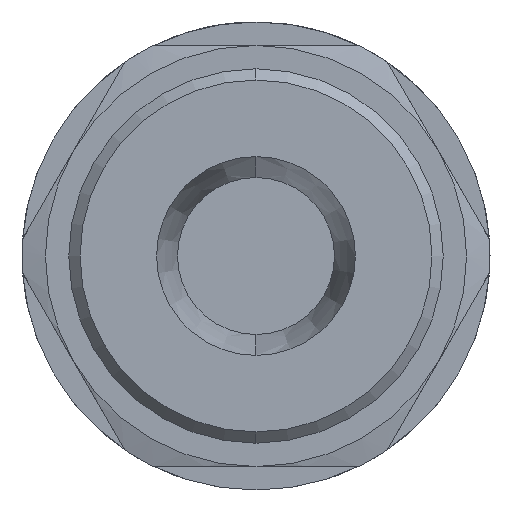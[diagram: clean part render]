
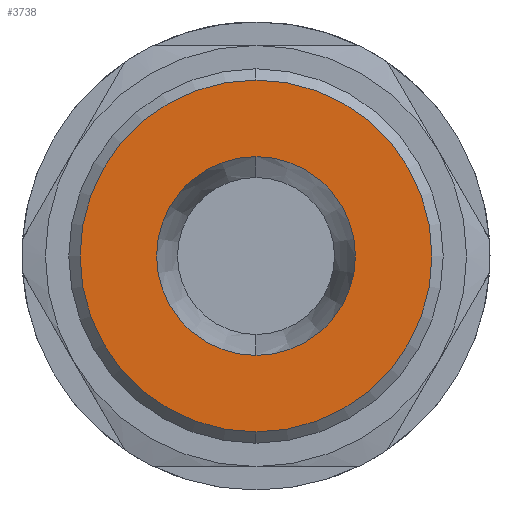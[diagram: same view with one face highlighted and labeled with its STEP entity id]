
A CAD part, left-side view. The second image highlights one B-rep face of the part: STEP entity #3738.
In plain terms, the highlighted planar face has unit normal (-1, 0, 0).
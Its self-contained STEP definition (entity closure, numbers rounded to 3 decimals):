
#678 = VERTEX_POINT ( 'NONE', #8660 ) ;
#792 = AXIS2_PLACEMENT_3D ( 'NONE', #8146, #4005, #1555 ) ;
#1215 = DIRECTION ( 'NONE',  ( 1., 0., 0. ) ) ;
#1360 = DIRECTION ( 'NONE',  ( 1., 0., 0. ) ) ;
#1555 = DIRECTION ( 'NONE',  ( 0., 0., 1. ) ) ;
#1562 = FACE_BOUND ( 'NONE', #2257, .T. ) ;
#1664 = ORIENTED_EDGE ( 'NONE', *, *, #4986, .T. ) ;
#1700 = DIRECTION ( 'NONE',  ( 1., 0., 0. ) ) ;
#2063 = AXIS2_PLACEMENT_3D ( 'NONE', #9574, #5549, #2984 ) ;
#2257 = EDGE_LOOP ( 'NONE', ( #9365, #1664 ) ) ;
#2313 = PLANE ( 'NONE',  #792 ) ;
#2444 = DIRECTION ( 'NONE',  ( 0., 0., -1. ) ) ;
#2586 = AXIS2_PLACEMENT_3D ( 'NONE', #7731, #1215, #5264 ) ;
#2984 = DIRECTION ( 'NONE',  ( 0., 0., -1. ) ) ;
#3027 = CARTESIAN_POINT ( 'NONE',  ( 577.899, 1356.263, -13.487 ) ) ;
#3097 = AXIS2_PLACEMENT_3D ( 'NONE', #7938, #1360, #8902 ) ;
#3099 = ORIENTED_EDGE ( 'NONE', *, *, #7833, .F. ) ;
#3738 = ADVANCED_FACE ( 'NONE', ( #1562, #8560 ), #2313, .T. ) ;
#3976 = VERTEX_POINT ( 'NONE', #9256 ) ;
#4005 = DIRECTION ( 'NONE',  ( -1., 0., 0. ) ) ;
#4297 = CIRCLE ( 'NONE', #2063, 23.876 ) ;
#4986 = EDGE_CURVE ( 'NONE', #6138, #10024, #10483, .T. ) ;
#5264 = DIRECTION ( 'NONE',  ( 0., 0., -1. ) ) ;
#5549 = DIRECTION ( 'NONE',  ( 1., 0., 0. ) ) ;
#6138 = VERTEX_POINT ( 'NONE', #3027 ) ;
#6320 = EDGE_CURVE ( 'NONE', #10024, #6138, #10155, .T. ) ;
#6503 = CARTESIAN_POINT ( 'NONE',  ( 577.899, 1356.263, 13.487 ) ) ;
#6606 = EDGE_LOOP ( 'NONE', ( #3099, #9025 ) ) ;
#6761 = CARTESIAN_POINT ( 'NONE',  ( 577.899, 1356.263, 0. ) ) ;
#7731 = CARTESIAN_POINT ( 'NONE',  ( 577.899, 1356.263, 0. ) ) ;
#7833 = EDGE_CURVE ( 'NONE', #3976, #678, #4297, .T. ) ;
#7938 = CARTESIAN_POINT ( 'NONE',  ( 577.899, 1356.263, 0. ) ) ;
#8146 = CARTESIAN_POINT ( 'NONE',  ( 577.899, 1380.139, 0. ) ) ;
#8341 = EDGE_CURVE ( 'NONE', #678, #3976, #8697, .T. ) ;
#8560 = FACE_OUTER_BOUND ( 'NONE', #6606, .T. ) ;
#8660 = CARTESIAN_POINT ( 'NONE',  ( 577.899, 1356.263, 23.876 ) ) ;
#8697 = CIRCLE ( 'NONE', #9071, 23.876 ) ;
#8902 = DIRECTION ( 'NONE',  ( 0., 0., -1. ) ) ;
#9025 = ORIENTED_EDGE ( 'NONE', *, *, #8341, .F. ) ;
#9071 = AXIS2_PLACEMENT_3D ( 'NONE', #6761, #1700, #2444 ) ;
#9256 = CARTESIAN_POINT ( 'NONE',  ( 577.899, 1356.263, -23.876 ) ) ;
#9365 = ORIENTED_EDGE ( 'NONE', *, *, #6320, .T. ) ;
#9574 = CARTESIAN_POINT ( 'NONE',  ( 577.899, 1356.263, 0. ) ) ;
#10024 = VERTEX_POINT ( 'NONE', #6503 ) ;
#10155 = CIRCLE ( 'NONE', #3097, 13.487 ) ;
#10483 = CIRCLE ( 'NONE', #2586, 13.487 ) ;
